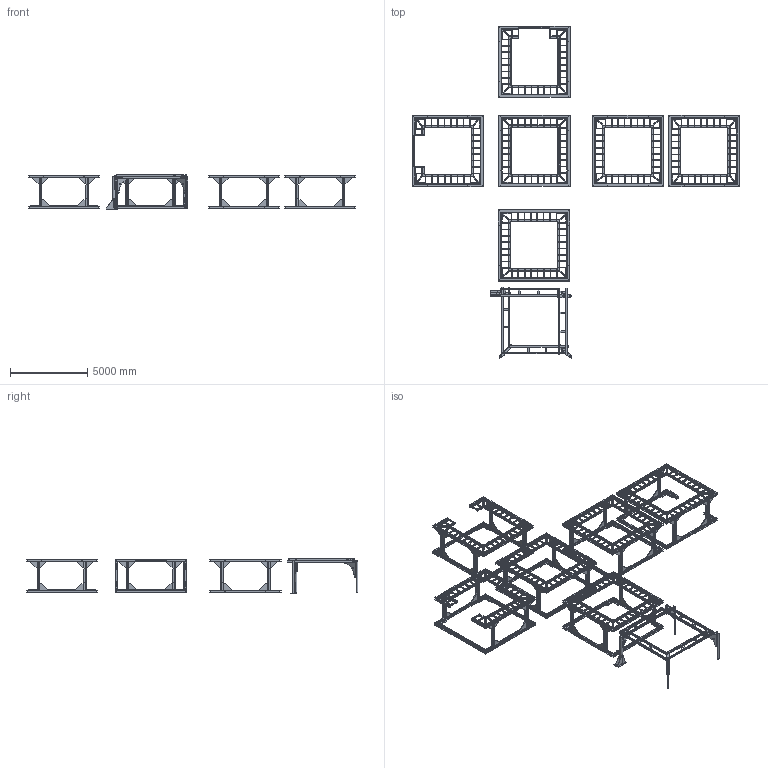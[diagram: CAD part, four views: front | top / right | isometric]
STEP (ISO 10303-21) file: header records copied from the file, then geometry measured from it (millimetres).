
FILE_DESCRIPTION((''),'2;1');
FILE_NAME('ADVCentrForno3.05.2013.stp','2013-05-03T15:18:07',('zelenova'),(''),'Autodesk Inventor 2011','Autodesk Inventor 2011','');
FILE_SCHEMA(('AUTOMOTIVE_DESIGN { 1 0 10303 214 1 1 1 1 }'));
Length unit declared in the file: millimetre
Products named in the file (63): ADVCentrForno3.05.2013 (Livello di dettaglio2); Mod IB; ColonnaIBh2100; Colonna; MensModIBx850R97; ModIB_1; H100x4300x45gr; H100x45gr; Plate780x100x10; H100x350; Plate350x120x12; ModIB_2; H120x4300; H120x360; Plate360x120x12; Plate550x120x10; ModIB_3; H120x3690; H120x310; Plate310x120x12; ADVBaseNI WI; H160x4610; VertBase; H160Top; H160x1000Top; H160TopCut; H160x1300; H160x2610Top; ADVModPltFrmNI WI; TowModPlatform; 80C L4280; 80C L470; 156 C; 80C x45gr; TowModPLx45; 80C L1135; 156 C L660; TowModPLx45Mirr; 80C L1135Mirr; 80C x45grMirr ...
Assembly tree (167 placements, depth 5):
  ADVCentrForno3.05.2013 (Livello di dettaglio2)
    Mod IB
      ColonnaIBh2100
        Colonna
        MensModIBx850R97
      ModIB_1  x2
        H100x4300x45gr
        H100x45gr
        Plate780x100x10
        H100x350
        Plate350x120x12
      ModIB_2
        H120x4300  x2
        H120x360  x2
        Plate360x120x12  x4
        Plate550x120x10
      ModIB_3
        H120x3690  x2
        Plate550x120x10
        H120x310  x2
        Plate310x120x12  x2
    ADVBaseNI WI  x2
      H160x4610
      VertBase
      H160Top
        H160x4610
        H160x1000Top  x2
      H160TopCut
        H160x1000Top  x2
        H160x1300  x2
      H160x2610Top
      ADVModPltFrmNI WI
        TowModPlatform  x3
          80C L4280
          80C L470
          156 C
          80C x45gr
        TowModPLx45
          80C L1135
          80C x45gr
          156 C L660
          80C L470  x2
        TowModPLx45Mirr
          80C L1135Mirr
          80C x45grMirr
          156 C L660Mirr
          80C L470Mirr  x2
      H160x4610
      AssAngForno
        Angolare  x4
      DetRinforzo
      DetRinforzo1
      DetRinforzo4
    BaseBS
      H160x4610  x4
      VertBase  x4
      H160Top  x2
        H160x4610
        H160x1000Top
      H160x2610Top  x2
Bounding box: 21180 x 21438.74 x 2220 mm (x, y, z)
Volume: 2361206860.5 mm3; surface area: 466309086.9 mm2
Topology: 465 solids, 465 shells, 8681 faces, 23329 edges, 15612 vertices
Faces by surface type: plane 6728, cylinder 1953
Full cylindrical faces by diameter (mm): 8.376 x4, 10.106 x10, 13 x18, 17 x544, 20 x8, 21 x3, 32 x120, 50 x6, 70 x8, 90 x4, 100 x15, 174 x1, 194 x2
Entity records: 31070 total; most frequent: CARTESIAN_POINT 5751, DIRECTION 4894, ORIENTED_EDGE 4484, EDGE_CURVE 2242, VECTOR 1764, LINE 1764, AXIS2_PLACEMENT_3D 1565, VERTEX_POINT 1552
